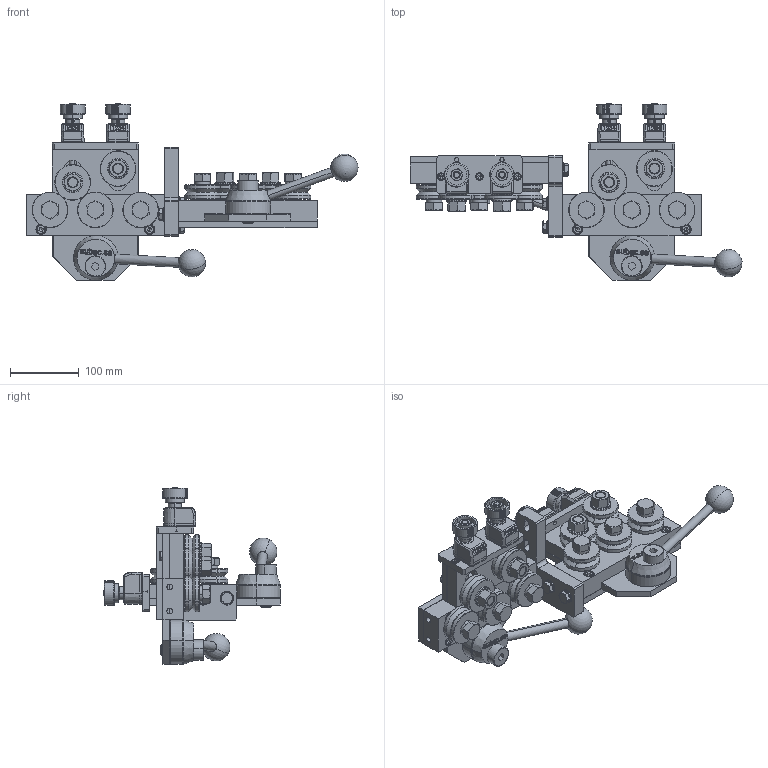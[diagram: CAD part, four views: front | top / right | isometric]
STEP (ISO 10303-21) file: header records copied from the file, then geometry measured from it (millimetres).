
FILE_DESCRIPTION (( 'STEP AP214' ), '1' );
FILE_NAME ('190308_10514Or.2.STEP', '2019-03-12T03:33:47', ( '' ), ( '' ), 'SwSTEP 2.0', 'SolidWorks 2018', '' );
FILE_SCHEMA (( 'AUTOMOTIVE_DESIGN' ));
Products named in the file (1): 190308_10514Or.2
Bounding box: 483.46 x 257 x 257 mm (x, y, z)
Surface area: 478638.1 mm2 (no closed solid volume)
Topology: 0 solids, 146 shells, 1296 faces, 4302 edges, 3083 vertices
Faces by surface type: plane 620, cone 312, cylinder 277, bspline 45, torus 38, sphere 4
Entity records: 55614 total; most frequent: CARTESIAN_POINT 19827, DIRECTION 7091, ORIENTED_EDGE 6645, EDGE_CURVE 4274, VERTEX_POINT 3077, AXIS2_PLACEMENT_3D 2539, LINE 2013, VECTOR 2013
